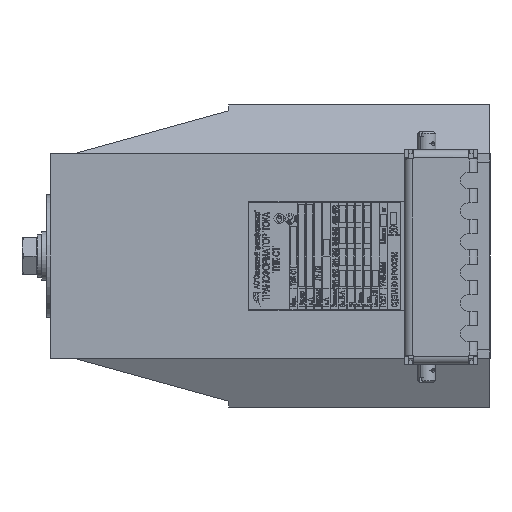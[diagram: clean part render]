
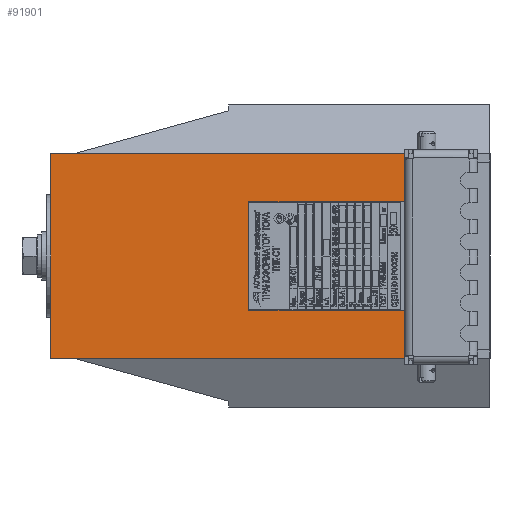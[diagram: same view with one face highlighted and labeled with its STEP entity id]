
A CAD part, left-side view. The second image highlights one B-rep face of the part: STEP entity #91901.
In plain terms, the highlighted planar face has unit normal (-1, 0, 0).
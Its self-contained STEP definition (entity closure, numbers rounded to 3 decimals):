
#1529 = VERTEX_POINT ( 'NONE', #12790 ) ;
#1928 = EDGE_CURVE ( 'NONE', #117302, #152216, #31790, .T. ) ;
#3639 = CARTESIAN_POINT ( 'NONE',  ( -197.5, 42., -50. ) ) ;
#4778 = LINE ( 'NONE', #181632, #20177 ) ;
#5728 = EDGE_CURVE ( 'NONE', #1529, #91797, #168607, .T. ) ;
#8463 = DIRECTION ( 'NONE',  ( 0., -1., 0. ) ) ;
#11872 = ORIENTED_EDGE ( 'NONE', *, *, #109062, .F. ) ;
#12790 = CARTESIAN_POINT ( 'NONE',  ( -197.5, 215., 50. ) ) ;
#13756 = CARTESIAN_POINT ( 'NONE',  ( -197.5, 118., -26.5 ) ) ;
#14714 = LINE ( 'NONE', #101953, #58335 ) ;
#20177 = VECTOR ( 'NONE', #83161, 1000. ) ;
#27745 = DIRECTION ( 'NONE',  ( 1., 0., 0. ) ) ;
#31790 = LINE ( 'NONE', #188700, #201538 ) ;
#34315 = CARTESIAN_POINT ( 'NONE',  ( -197.5, 42., -50. ) ) ;
#35618 = CARTESIAN_POINT ( 'NONE',  ( -197.5, 42., -50. ) ) ;
#37522 = VECTOR ( 'NONE', #123829, 1000. ) ;
#41356 = ORIENTED_EDGE ( 'NONE', *, *, #155927, .F. ) ;
#43012 = VERTEX_POINT ( 'NONE', #46954 ) ;
#44620 = VECTOR ( 'NONE', #130121, 1000. ) ;
#46954 = CARTESIAN_POINT ( 'NONE',  ( -197.5, 42., 26.5 ) ) ;
#52184 = VECTOR ( 'NONE', #149204, 1000. ) ;
#53333 = FACE_OUTER_BOUND ( 'NONE', #161033, .T. ) ;
#58335 = VECTOR ( 'NONE', #200457, 1000. ) ;
#58649 = CARTESIAN_POINT ( 'NONE',  ( -197.5, 215., 50. ) ) ;
#58843 = VECTOR ( 'NONE', #161558, 1000. ) ;
#60990 = EDGE_CURVE ( 'NONE', #43012, #111360, #180791, .T. ) ;
#63907 = CARTESIAN_POINT ( 'NONE',  ( -197.5, 118., 26.5 ) ) ;
#74250 = LINE ( 'NONE', #3639, #156449 ) ;
#81151 = CARTESIAN_POINT ( 'NONE',  ( -197.5, 118., -26.5 ) ) ;
#83161 = DIRECTION ( 'NONE',  ( 0., -1., 0. ) ) ;
#91058 = CARTESIAN_POINT ( 'NONE',  ( -197.5, 42., -26.5 ) ) ;
#91797 = VERTEX_POINT ( 'NONE', #136880 ) ;
#91901 = ADVANCED_FACE ( 'NONE', ( #53333 ), #125933, .F. ) ;
#95842 = LINE ( 'NONE', #34315, #52184 ) ;
#101953 = CARTESIAN_POINT ( 'NONE',  ( -197.5, 215., -50. ) ) ;
#104900 = CARTESIAN_POINT ( 'NONE',  ( -197.5, 215., -50. ) ) ;
#109062 = EDGE_CURVE ( 'NONE', #155671, #1529, #14714, .T. ) ;
#111360 = VERTEX_POINT ( 'NONE', #63907 ) ;
#113644 = CARTESIAN_POINT ( 'NONE',  ( -197.5, 42., 26.5 ) ) ;
#114428 = AXIS2_PLACEMENT_3D ( 'NONE', #207402, #27745, #142538 ) ;
#115898 = EDGE_CURVE ( 'NONE', #111360, #117302, #190005, .T. ) ;
#117302 = VERTEX_POINT ( 'NONE', #81151 ) ;
#123829 = DIRECTION ( 'NONE',  ( 0., -1., 0. ) ) ;
#125933 = PLANE ( 'NONE',  #114428 ) ;
#130121 = DIRECTION ( 'NONE',  ( 0., 1., 0. ) ) ;
#131171 = ORIENTED_EDGE ( 'NONE', *, *, #5728, .F. ) ;
#134877 = DIRECTION ( 'NONE',  ( 0., 0., -1. ) ) ;
#136880 = CARTESIAN_POINT ( 'NONE',  ( -197.5, 42., 50. ) ) ;
#138207 = ORIENTED_EDGE ( 'NONE', *, *, #60990, .F. ) ;
#142538 = DIRECTION ( 'NONE',  ( 0., 0., -1. ) ) ;
#148432 = EDGE_CURVE ( 'NONE', #155671, #213035, #4778, .T. ) ;
#149204 = DIRECTION ( 'NONE',  ( 0., 0., -1. ) ) ;
#152216 = VERTEX_POINT ( 'NONE', #91058 ) ;
#155671 = VERTEX_POINT ( 'NONE', #104900 ) ;
#155927 = EDGE_CURVE ( 'NONE', #152216, #213035, #95842, .T. ) ;
#156449 = VECTOR ( 'NONE', #134877, 1000. ) ;
#161033 = EDGE_LOOP ( 'NONE', ( #41356, #193606, #171909, #138207, #187903, #131171, #11872, #198810 ) ) ;
#161558 = DIRECTION ( 'NONE',  ( 0., 0., -1. ) ) ;
#164085 = EDGE_CURVE ( 'NONE', #91797, #43012, #74250, .T. ) ;
#168607 = LINE ( 'NONE', #58649, #37522 ) ;
#171909 = ORIENTED_EDGE ( 'NONE', *, *, #115898, .F. ) ;
#180791 = LINE ( 'NONE', #113644, #44620 ) ;
#181632 = CARTESIAN_POINT ( 'NONE',  ( -197.5, 215., -50. ) ) ;
#187903 = ORIENTED_EDGE ( 'NONE', *, *, #164085, .F. ) ;
#188700 = CARTESIAN_POINT ( 'NONE',  ( -197.5, 42., -26.5 ) ) ;
#190005 = LINE ( 'NONE', #13756, #58843 ) ;
#193606 = ORIENTED_EDGE ( 'NONE', *, *, #1928, .F. ) ;
#198810 = ORIENTED_EDGE ( 'NONE', *, *, #148432, .T. ) ;
#200457 = DIRECTION ( 'NONE',  ( 0., 0., 1. ) ) ;
#201538 = VECTOR ( 'NONE', #8463, 1000. ) ;
#207402 = CARTESIAN_POINT ( 'NONE',  ( -197.5, 215., -50. ) ) ;
#213035 = VERTEX_POINT ( 'NONE', #35618 ) ;
